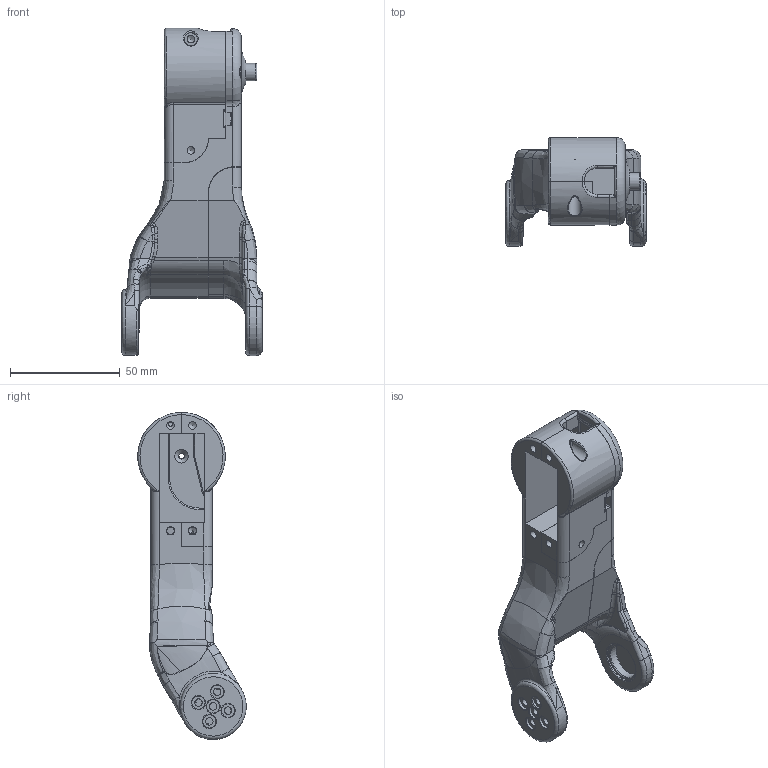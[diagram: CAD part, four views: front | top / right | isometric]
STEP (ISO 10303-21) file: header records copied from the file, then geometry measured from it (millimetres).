
FILE_DESCRIPTION(/* description */ (''),/* implementation_level */ '2;1');
FILE_NAME(/* name */ 'upper leg v7.step',/* time_stamp */ '2022-02-21T13:12:41-08:00',/* author */ (''),/* organization */ (''),/* preprocessor_version */ 'ST-DEVELOPER v18.1',/* originating_system */ 'Autodesk Translation Framework v10.13.0.1454',/* authorisation */ '');
FILE_SCHEMA (('AUTOMOTIVE_DESIGN { 1 0 10303 214 3 1 1 }'));
Length unit declared in the file: millimetre
Products named in the file (4): upper leg; upper_leg_bearing_cover; upper_leg_main; upper_leg_servo_cover
Assembly tree (3 placements, depth 2):
  upper leg
    upper_leg_bearing_cover
    upper_leg_main
    upper_leg_servo_cover
Bounding box: 63.9 x 49.37 x 148.88 mm (x, y, z)
Volume: 114862.8 mm3; surface area: 35652.8 mm2
Topology: 3 solids, 3 shells, 490 faces, 1310 edges, 820 vertices
Faces by surface type: cylinder 172, bspline 143, plane 105, torus 54, cone 12, sphere 4
Full cylindrical faces by diameter (mm): 2.529 x18, 3.086 x18, 3.4 x10, 3.5 x10, 6 x6, 6.5 x3, 8 x1, 16.2 x1, 18.5 x1, 20.2 x1
Entity records: 34984 total; most frequent: CARTESIAN_POINT 23655, ORIENTED_EDGE 2566, DIRECTION 2015, EDGE_CURVE 1283, AXIS2_PLACEMENT_3D 821, VERTEX_POINT 820, EDGE_LOOP 537, FACE_OUTER_BOUND 490
